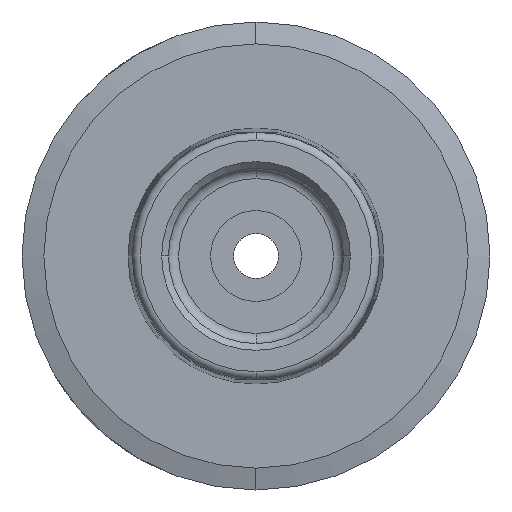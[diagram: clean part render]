
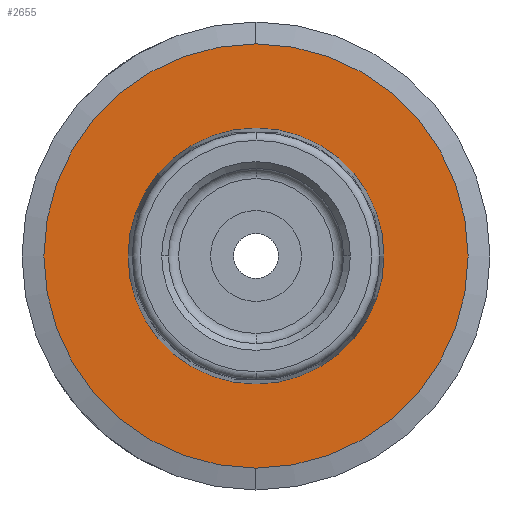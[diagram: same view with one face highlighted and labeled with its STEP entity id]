
A CAD part, left-side view. The second image highlights one B-rep face of the part: STEP entity #2655.
In plain terms, the highlighted planar face has unit normal (-1, 0, 0).
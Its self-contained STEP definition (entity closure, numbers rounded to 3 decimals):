
#88=PLANE('',#2898);
#276=CIRCLE('',#2895,31.5);
#279=CIRCLE('',#2899,19.005);
#510=VERTEX_POINT('',#6588);
#511=VERTEX_POINT('',#6590);
#514=VERTEX_POINT('',#6598);
#515=VERTEX_POINT('',#6599);
#1139=EDGE_CURVE('',#510,#511,#276,.T.);
#1143=EDGE_CURVE('',#511,#510,#276,.T.);
#1144=EDGE_CURVE('',#514,#515,#279,.T.);
#1145=EDGE_CURVE('',#515,#514,#279,.T.);
#1645=ORIENTED_EDGE('',*,*,#1139,.F.);
#1646=ORIENTED_EDGE('',*,*,#1143,.F.);
#1647=ORIENTED_EDGE('',*,*,#1144,.T.);
#1648=ORIENTED_EDGE('',*,*,#1145,.T.);
#2253=EDGE_LOOP('',(#1645,#1646));
#2254=EDGE_LOOP('',(#1647,#1648));
#2458=FACE_BOUND('',#2253,.T.);
#2459=FACE_BOUND('',#2254,.T.);
#2655=ADVANCED_FACE('',(#2458,#2459),#88,.T.);
#2895=AXIS2_PLACEMENT_3D('',#6589,#3394,#3395);
#2898=AXIS2_PLACEMENT_3D('',#6596,#3401,$);
#2899=AXIS2_PLACEMENT_3D('',#6597,#3402,#3403);
#3394=DIRECTION('',(1.,0.,0.));
#3395=DIRECTION('',(0.,31.5,0.));
#3401=DIRECTION('',(-1.,0.,0.));
#3402=DIRECTION('',(1.,0.,0.));
#3403=DIRECTION('',(0.,19.005,0.));
#6588=CARTESIAN_POINT('',(-45.,31.5,0.));
#6589=CARTESIAN_POINT('',(-45.,0.,0.));
#6590=CARTESIAN_POINT('',(-45.,-31.5,0.));
#6596=CARTESIAN_POINT('',(-45.,25.252,0.));
#6597=CARTESIAN_POINT('',(-45.,0.,0.));
#6598=CARTESIAN_POINT('',(-45.,-19.005,0.));
#6599=CARTESIAN_POINT('',(-45.,19.005,0.));
